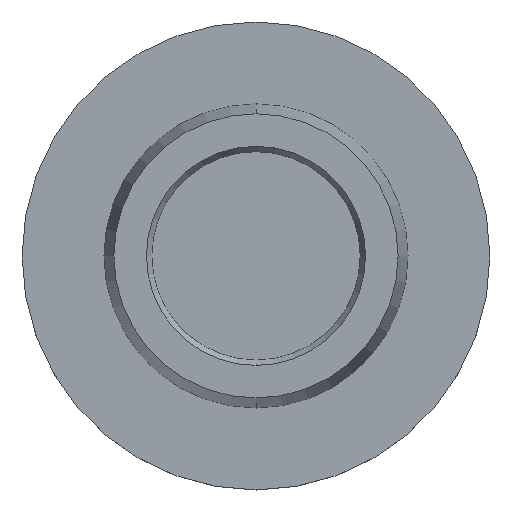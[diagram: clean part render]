
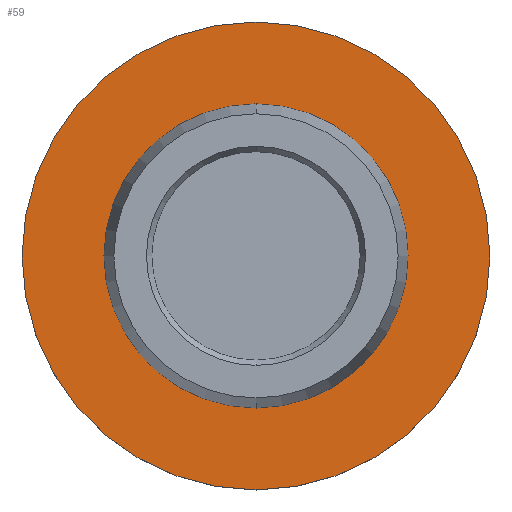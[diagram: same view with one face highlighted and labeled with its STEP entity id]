
A CAD part, top view. The second image highlights one B-rep face of the part: STEP entity #59.
In plain terms, the highlighted planar face has unit normal (0, 0, 1).
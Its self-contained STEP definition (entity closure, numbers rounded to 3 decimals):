
#59=ADVANCED_FACE('',(#116,#117),#118,.T.);
#116=FACE_OUTER_BOUND('',#169,.T.);
#117=FACE_BOUND('',#170,.T.);
#118=PLANE('',#171);
#169=EDGE_LOOP('',(#262,#263));
#170=EDGE_LOOP('',(#264,#265));
#171=AXIS2_PLACEMENT_3D('',#266,#267,#268);
#262=ORIENTED_EDGE('',*,*,#298,.F.);
#263=ORIENTED_EDGE('',*,*,#327,.F.);
#264=ORIENTED_EDGE('',*,*,#305,.T.);
#265=ORIENTED_EDGE('',*,*,#325,.T.);
#266=CARTESIAN_POINT('',(-18.15,0.,5.));
#267=DIRECTION('',(0.0,0.,1.0));
#268=DIRECTION('',(0.0,-1.0,0.));
#298=EDGE_CURVE('',#342,#343,#344,.T.);
#305=EDGE_CURVE('',#356,#354,#357,.T.);
#325=EDGE_CURVE('',#354,#356,#383,.T.);
#327=EDGE_CURVE('',#343,#342,#385,.T.);
#342=VERTEX_POINT('',#402);
#343=VERTEX_POINT('',#403);
#344=CIRCLE('',#404,22.);
#354=VERTEX_POINT('',#416);
#356=VERTEX_POINT('',#419);
#357=CIRCLE('',#420,14.3);
#383=CIRCLE('',#451,14.3);
#385=CIRCLE('',#453,22.);
#402=CARTESIAN_POINT('',(0.0,22.,5.));
#403=CARTESIAN_POINT('',(0.,-22.,5.));
#404=AXIS2_PLACEMENT_3D('',#465,#466,#467);
#416=CARTESIAN_POINT('',(0.,-14.3,5.));
#419=CARTESIAN_POINT('',(0.0,14.3,5.));
#420=AXIS2_PLACEMENT_3D('',#477,#478,#479);
#451=AXIS2_PLACEMENT_3D('',#506,#507,#508);
#453=AXIS2_PLACEMENT_3D('',#509,#510,#511);
#465=CARTESIAN_POINT('',(0.0,0.,5.));
#466=DIRECTION('',(0.0,0.,-1.0));
#467=DIRECTION('',(0.0,1.0,0.));
#477=CARTESIAN_POINT('',(0.0,0.,5.));
#478=DIRECTION('',(0.0,0.,-1.0));
#479=DIRECTION('',(0.0,1.0,0.));
#506=CARTESIAN_POINT('',(0.0,0.,5.));
#507=DIRECTION('',(0.0,0.,-1.0));
#508=DIRECTION('',(0.0,1.0,0.));
#509=CARTESIAN_POINT('',(0.0,0.,5.));
#510=DIRECTION('',(0.0,0.,-1.0));
#511=DIRECTION('',(0.0,1.0,0.));
